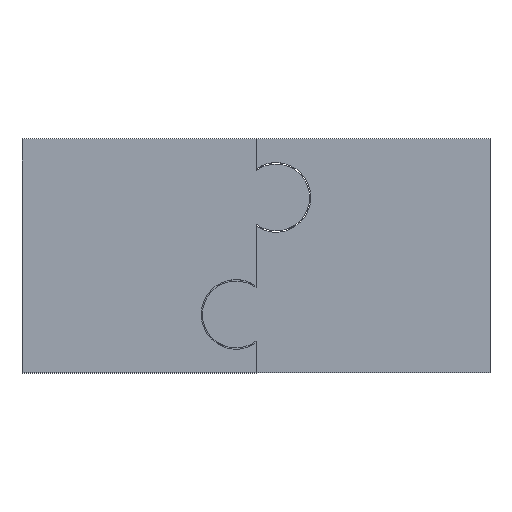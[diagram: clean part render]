
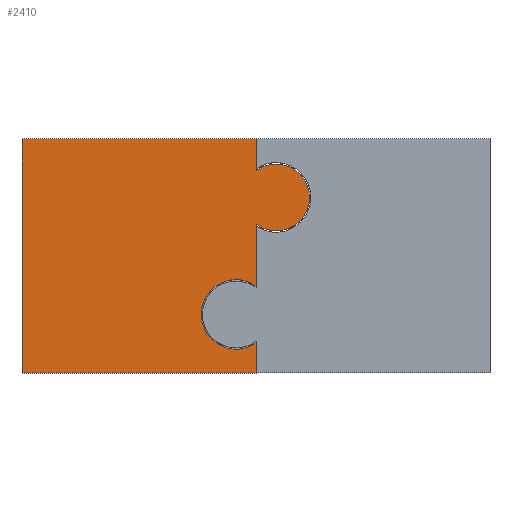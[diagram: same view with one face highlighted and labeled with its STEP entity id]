
A CAD part, top view. The second image highlights one B-rep face of the part: STEP entity #2410.
In plain terms, the highlighted planar face has unit normal (0, 0, 1).
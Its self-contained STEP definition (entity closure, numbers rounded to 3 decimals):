
#291=PLANE('',#2602);
#345=FACE_OUTER_BOUND('',#490,.T.);
#490=EDGE_LOOP('',(#1674,#1675,#1676,#1677,#1678,#1679,#1680,#1681));
#644=LINE('',#3142,#830);
#649=LINE('',#3151,#835);
#651=LINE('',#3160,#837);
#652=LINE('',#3162,#838);
#653=LINE('',#3164,#839);
#654=LINE('',#3165,#840);
#830=VECTOR('',#2723,10.);
#835=VECTOR('',#2730,10.);
#837=VECTOR('',#2740,10.);
#838=VECTOR('',#2741,10.);
#839=VECTOR('',#2742,10.);
#840=VECTOR('',#2743,10.);
#1015=CIRCLE('',#2596,5.);
#1016=CIRCLE('',#2600,5.2);
#1050=VERTEX_POINT('',#3135);
#1051=VERTEX_POINT('',#3137);
#1052=VERTEX_POINT('',#3141);
#1055=VERTEX_POINT('',#3149);
#1056=VERTEX_POINT('',#3153);
#1058=VERTEX_POINT('',#3159);
#1059=VERTEX_POINT('',#3161);
#1060=VERTEX_POINT('',#3163);
#1292=EDGE_CURVE('',#1051,#1050,#1015,.T.);
#1294=EDGE_CURVE('',#1052,#1051,#644,.T.);
#1299=EDGE_CURVE('',#1050,#1055,#649,.T.);
#1300=EDGE_CURVE('',#1056,#1052,#1016,.T.);
#1303=EDGE_CURVE('',#1058,#1055,#651,.T.);
#1304=EDGE_CURVE('',#1059,#1058,#652,.T.);
#1305=EDGE_CURVE('',#1060,#1059,#653,.T.);
#1306=EDGE_CURVE('',#1060,#1056,#654,.T.);
#1674=ORIENTED_EDGE('',*,*,#1300,.T.);
#1675=ORIENTED_EDGE('',*,*,#1294,.T.);
#1676=ORIENTED_EDGE('',*,*,#1292,.T.);
#1677=ORIENTED_EDGE('',*,*,#1299,.T.);
#1678=ORIENTED_EDGE('',*,*,#1303,.F.);
#1679=ORIENTED_EDGE('',*,*,#1304,.F.);
#1680=ORIENTED_EDGE('',*,*,#1305,.F.);
#1681=ORIENTED_EDGE('',*,*,#1306,.T.);
#2410=ADVANCED_FACE('',(#345),#291,.T.);
#2596=AXIS2_PLACEMENT_3D('',#3138,#2718,#2719);
#2600=AXIS2_PLACEMENT_3D('',#3154,#2733,#2734);
#2602=AXIS2_PLACEMENT_3D('',#3158,#2738,#2739);
#2718=DIRECTION('center_axis',(0.,0.,1.));
#2719=DIRECTION('ref_axis',(-1.,0.,0.));
#2723=DIRECTION('',(0.,1.,0.));
#2730=DIRECTION('',(0.,1.,0.));
#2733=DIRECTION('center_axis',(0.,0.,-1.));
#2734=DIRECTION('ref_axis',(-1.,0.,0.));
#2738=DIRECTION('center_axis',(0.,0.,1.));
#2739=DIRECTION('ref_axis',(1.,0.,0.));
#2740=DIRECTION('',(1.,0.,0.));
#2741=DIRECTION('',(0.,1.,0.));
#2742=DIRECTION('',(-1.,0.,0.));
#2743=DIRECTION('',(0.,1.,0.));
#3135=CARTESIAN_POINT('',(35.,12.75,76.));
#3137=CARTESIAN_POINT('',(35.,4.75,76.));
#3138=CARTESIAN_POINT('Origin',(38.,8.75,76.));
#3141=CARTESIAN_POINT('',(35.,-4.503,76.));
#3142=CARTESIAN_POINT('',(35.,0.,76.));
#3149=CARTESIAN_POINT('',(35.,17.5,76.));
#3151=CARTESIAN_POINT('',(35.,0.,76.));
#3153=CARTESIAN_POINT('',(35.,-12.997,76.));
#3154=CARTESIAN_POINT('Origin',(32.,-8.75,76.));
#3158=CARTESIAN_POINT('Origin',(0.,0.,76.));
#3159=CARTESIAN_POINT('',(0.,17.5,76.));
#3160=CARTESIAN_POINT('',(35.,17.5,76.));
#3161=CARTESIAN_POINT('',(0.,-17.5,76.));
#3162=CARTESIAN_POINT('',(0.,0.,76.));
#3163=CARTESIAN_POINT('',(35.,-17.5,76.));
#3164=CARTESIAN_POINT('',(35.,-17.5,76.));
#3165=CARTESIAN_POINT('',(35.,0.,76.));
